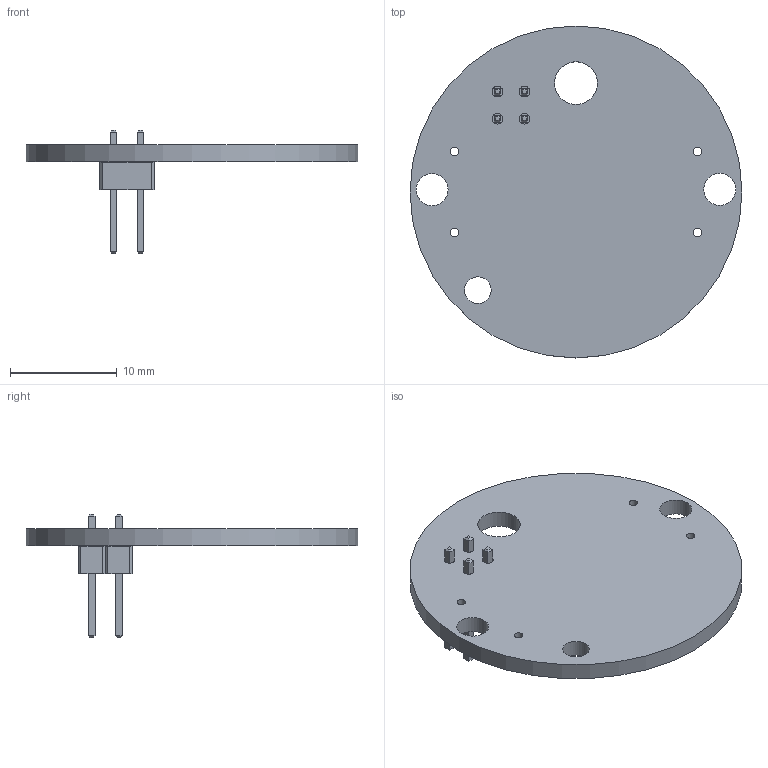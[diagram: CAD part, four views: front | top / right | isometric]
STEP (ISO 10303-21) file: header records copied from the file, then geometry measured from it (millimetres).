
FILE_DESCRIPTION(('KiCad electronic assembly'),'2;1');
FILE_NAME('BATT-PCB.step','2024-11-06T07:40:41',('Pcbnew'),('Kicad'), 'Open CASCADE STEP processor 7.7','KiCad to STEP converter','Unknown' );
FILE_SCHEMA(('AUTOMOTIVE_DESIGN { 1 0 10303 214 1 1 1 1 }'));
Length unit declared in the file: millimetre
Products named in the file (4): BATT-PCB 1; PinHeader_2x02_P2.54mm_Vertical; PinHeader_2x02_P254mm_Vertical; compass-STEPPER_PCB
Assembly tree (3 placements, depth 3):
  BATT-PCB 1
    PinHeader_2x02_P2.54mm_Vertical
      PinHeader_2x02_P254mm_Vertical
    compass-STEPPER_PCB
Bounding box: 31.1 x 31.1 x 11.54 mm (x, y, z)
Volume: 1236 mm3; surface area: 1893.3 mm2
Topology: 2 solids, 2 shells, 103 faces, 241 edges, 150 vertices
Faces by surface type: plane 90, cylinder 13
Full cylindrical faces by diameter (mm): 0.8 x4, 1 x4, 2.5 x1, 3 x2, 4 x1, 31.1 x1
Entity records: 3603 total; most frequent: CARTESIAN_POINT 498, ORIENTED_EDGE 482, DIRECTION 481, EDGE_CURVE 241, LINE 215, VECTOR 215, VERTEX_POINT 150, FACE_BOUND 135
